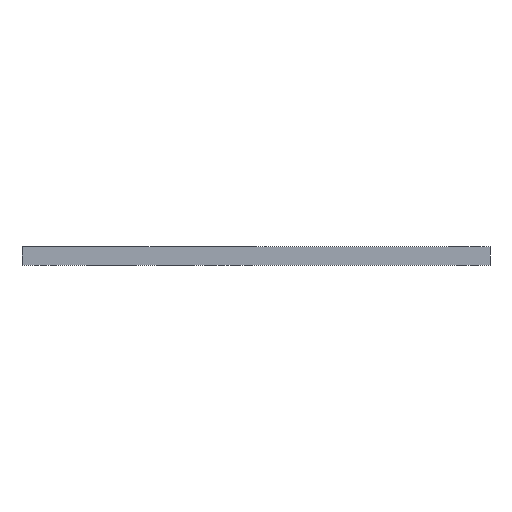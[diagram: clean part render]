
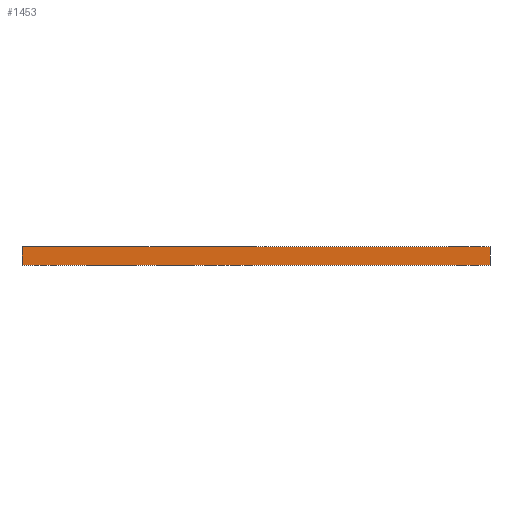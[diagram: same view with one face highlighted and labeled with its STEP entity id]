
A CAD part, left-side view. The second image highlights one B-rep face of the part: STEP entity #1453.
In plain terms, the highlighted planar face has unit normal (-1, 0, 0).
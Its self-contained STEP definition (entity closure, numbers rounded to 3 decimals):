
#79=PLANE('',#1614);
#153=FACE_OUTER_BOUND('',#231,.T.);
#231=EDGE_LOOP('',(#1209,#1210,#1211,#1212));
#389=LINE('',#2430,#529);
#390=LINE('',#2432,#530);
#391=LINE('',#2434,#531);
#392=LINE('',#2435,#532);
#529=VECTOR('',#2016,10.);
#530=VECTOR('',#2017,10.);
#531=VECTOR('',#2018,10.);
#532=VECTOR('',#2019,10.);
#733=VERTEX_POINT('',#2428);
#734=VERTEX_POINT('',#2429);
#735=VERTEX_POINT('',#2431);
#736=VERTEX_POINT('',#2433);
#933=EDGE_CURVE('',#733,#734,#389,.T.);
#934=EDGE_CURVE('',#734,#735,#390,.T.);
#935=EDGE_CURVE('',#736,#735,#391,.T.);
#936=EDGE_CURVE('',#733,#736,#392,.T.);
#1209=ORIENTED_EDGE('',*,*,#933,.T.);
#1210=ORIENTED_EDGE('',*,*,#934,.T.);
#1211=ORIENTED_EDGE('',*,*,#935,.F.);
#1212=ORIENTED_EDGE('',*,*,#936,.F.);
#1453=ADVANCED_FACE('',(#153),#79,.T.);
#1614=AXIS2_PLACEMENT_3D('',#2427,#2014,#2015);
#2014=DIRECTION('center_axis',(-1.,0.,0.));
#2015=DIRECTION('ref_axis',(0.,-1.,0.));
#2016=DIRECTION('',(0.,-1.,0.));
#2017=DIRECTION('',(0.,0.,1.));
#2018=DIRECTION('',(0.,-1.,0.));
#2019=DIRECTION('',(0.,0.,1.));
#2427=CARTESIAN_POINT('Origin',(-25.3,25.3,0.));
#2428=CARTESIAN_POINT('',(-25.3,25.3,0.));
#2429=CARTESIAN_POINT('',(-25.3,-25.3,0.));
#2430=CARTESIAN_POINT('',(-25.3,25.3,0.));
#2431=CARTESIAN_POINT('',(-25.3,-25.3,2.));
#2432=CARTESIAN_POINT('',(-25.3,-25.3,0.));
#2433=CARTESIAN_POINT('',(-25.3,25.3,2.));
#2434=CARTESIAN_POINT('',(-25.3,25.3,2.));
#2435=CARTESIAN_POINT('',(-25.3,25.3,0.));
